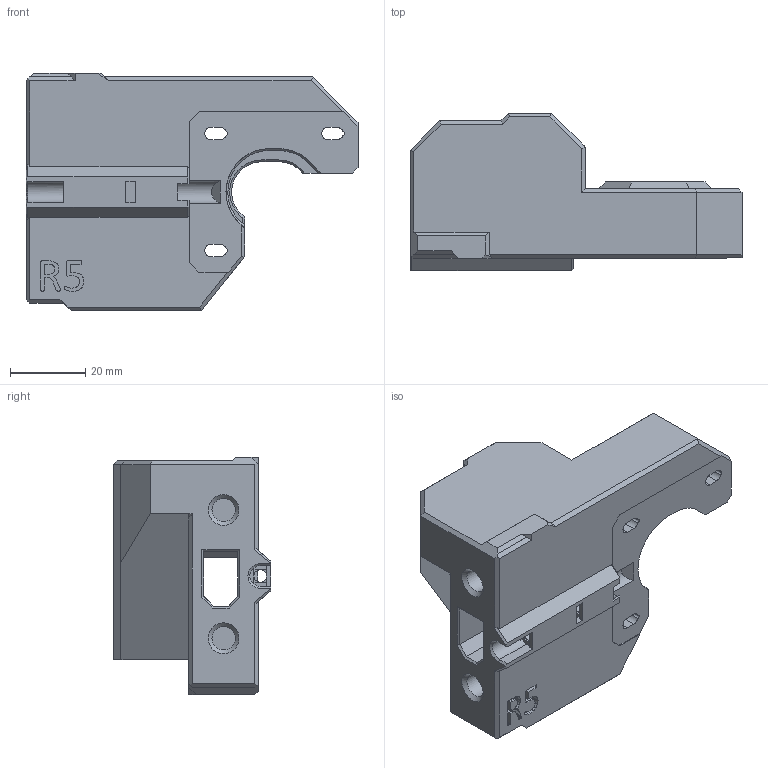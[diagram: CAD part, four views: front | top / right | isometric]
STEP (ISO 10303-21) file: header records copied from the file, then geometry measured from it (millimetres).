
FILE_DESCRIPTION(/* description */ (''),/* implementation_level */ '2;1');
FILE_NAME(/* name */ 'x-end-motor-r5.step',/* time_stamp */ '2025-07-18T16:03:04-04:00',/* author */ (''),/* organization */ (''),/* preprocessor_version */ 'ST-DEVELOPER v20.1',/* originating_system */ 'Autodesk Translation Framework v14.10.0.0',/* authorisation */ '');
FILE_SCHEMA (('AUTOMOTIVE_DESIGN { 1 0 10303 214 3 1 1 }'));
Length unit declared in the file: millimetre
Products named in the file (1): x-end-motor E3
Bounding box: 88 x 41.75 x 63 mm (x, y, z)
Volume: 98891.9 mm3; surface area: 23771.3 mm2
Topology: 1 solids, 8 shells, 395 faces, 1057 edges, 687 vertices
Faces by surface type: plane 226, bspline 94, cylinder 63, cone 12
Full cylindrical faces by diameter (mm): 3.3 x2, 6.15 x2, 10.15 x2, 10.175 x1
Entity records: 13316 total; most frequent: CARTESIAN_POINT 3996, ORIENTED_EDGE 2114, DIRECTION 1583, EDGE_CURVE 1057, LINE 697, VECTOR 697, VERTEX_POINT 687, AXIS2_PLACEMENT_3D 443
